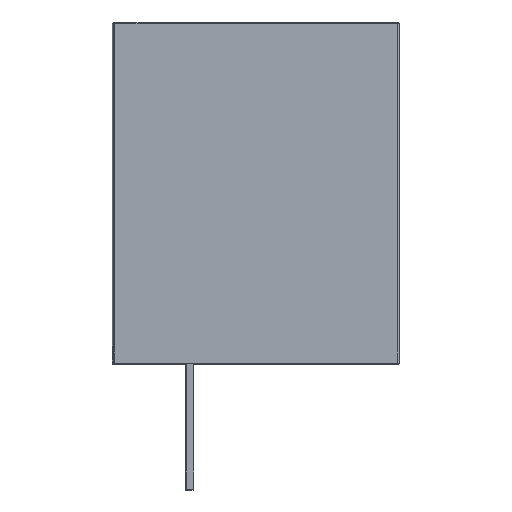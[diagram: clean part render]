
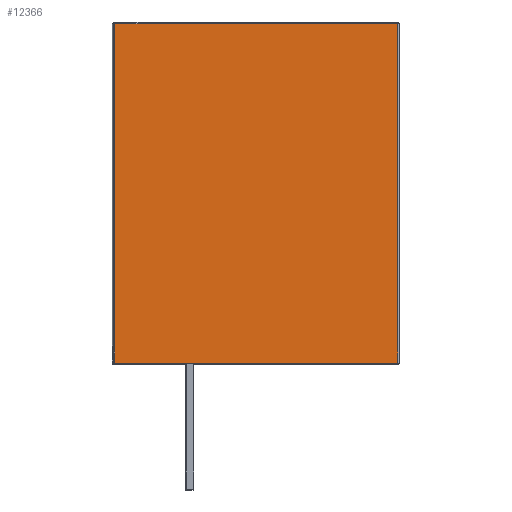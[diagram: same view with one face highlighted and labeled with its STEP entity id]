
A CAD part, left-side view. The second image highlights one B-rep face of the part: STEP entity #12366.
In plain terms, the highlighted planar face has unit normal (-1, -0.002, 0.002).
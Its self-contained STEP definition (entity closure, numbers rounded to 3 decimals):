
#580=FACE_OUTER_BOUND('',#1257,.T.);
#1257=EDGE_LOOP('',(#7688,#7689,#7690,#7691));
#2202=LINE('',#16762,#3465);
#2205=LINE('',#16770,#3468);
#2206=LINE('',#16772,#3469);
#2207=LINE('',#16773,#3470);
#3465=VECTOR('',#13898,1000.);
#3468=VECTOR('',#13905,1000.);
#3469=VECTOR('',#13906,1000.);
#3470=VECTOR('',#13907,1000.);
#4729=VERTEX_POINT('',#16759);
#4730=VERTEX_POINT('',#16761);
#4733=VERTEX_POINT('',#16769);
#4734=VERTEX_POINT('',#16771);
#5908=EDGE_CURVE('',#4729,#4730,#2202,.T.);
#5912=EDGE_CURVE('',#4729,#4733,#2205,.T.);
#5913=EDGE_CURVE('',#4733,#4734,#2206,.T.);
#5914=EDGE_CURVE('',#4734,#4730,#2207,.T.);
#7688=ORIENTED_EDGE('',*,*,#5908,.F.);
#7689=ORIENTED_EDGE('',*,*,#5912,.T.);
#7690=ORIENTED_EDGE('',*,*,#5913,.T.);
#7691=ORIENTED_EDGE('',*,*,#5914,.T.);
#11235=PLANE('',#13095);
#12366=ADVANCED_FACE('',(#580),#11235,.F.);
#13095=AXIS2_PLACEMENT_3D('',#16768,#13903,#13904);
#13898=DIRECTION('',(-0.002,1.,0.));
#13903=DIRECTION('center_axis',(1.,0.002,-0.002));
#13904=DIRECTION('ref_axis',(0.002,-1.,0.));
#13905=DIRECTION('',(0.002,0.,1.));
#13906=DIRECTION('',(-0.002,1.,0.));
#13907=DIRECTION('',(-0.002,0.,-1.));
#16759=CARTESIAN_POINT('',(-10.896,-4.621,-0.832));
#16761=CARTESIAN_POINT('',(-10.911,4.579,-0.832));
#16762=CARTESIAN_POINT('',(-10.911,4.629,-0.832));
#16768=CARTESIAN_POINT('Origin',(-10.911,4.629,-0.832));
#16769=CARTESIAN_POINT('',(-10.877,-4.621,10.218));
#16770=CARTESIAN_POINT('',(-10.896,-4.621,-0.832));
#16771=CARTESIAN_POINT('',(-10.893,4.579,10.218));
#16772=CARTESIAN_POINT('',(-10.893,4.629,10.218));
#16773=CARTESIAN_POINT('',(-10.911,4.579,-0.832));
